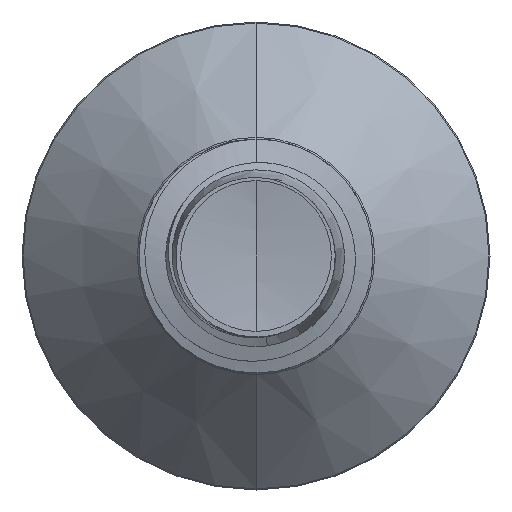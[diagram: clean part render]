
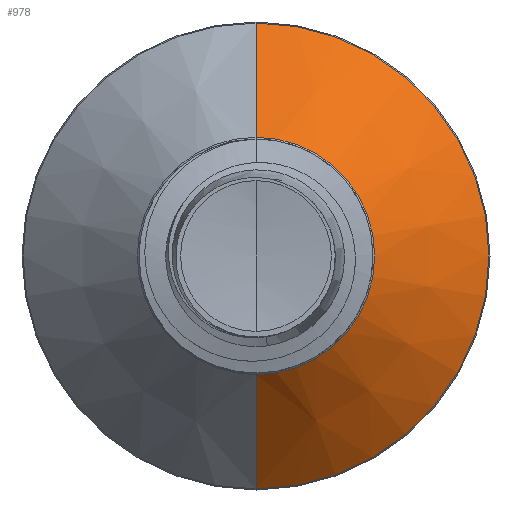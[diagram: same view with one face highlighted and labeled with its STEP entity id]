
A CAD part, front view. The second image highlights one B-rep face of the part: STEP entity #978.
In plain terms, the highlighted conical face has half-angle 45 degrees and reference radius 1.522 mm.
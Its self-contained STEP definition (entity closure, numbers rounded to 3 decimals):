
#214 = EDGE_CURVE ( 'NONE', #233, #423, #10282, .T. ) ;
#233 = VERTEX_POINT ( 'NONE', #6904 ) ;
#423 = VERTEX_POINT ( 'NONE', #14824 ) ;
#478 = ORIENTED_EDGE ( 'NONE', *, *, #6459, .F. ) ;
#918 = AXIS2_PLACEMENT_3D ( 'NONE', #9756, #6494, #13015 ) ;
#978 = ADVANCED_FACE ( 'NONE', ( #2293 ), #1514, .T. ) ;
#1174 = VERTEX_POINT ( 'NONE', #5817 ) ;
#1347 = EDGE_CURVE ( 'NONE', #423, #1174, #9951, .T. ) ;
#1514 = CONICAL_SURFACE ( 'NONE', #918, 1.522, 0.785 ) ;
#1551 = EDGE_CURVE ( 'NONE', #5359, #1174, #3274, .T. ) ;
#2079 = DIRECTION ( 'NONE',  ( 0., 0.707, -0.707 ) ) ;
#2293 = FACE_OUTER_BOUND ( 'NONE', #4616, .T. ) ;
#3274 = CIRCLE ( 'NONE', #14045, 2.987 ) ;
#3895 = ORIENTED_EDGE ( 'NONE', *, *, #1551, .F. ) ;
#4100 = DIRECTION ( 'NONE',  ( 0., 1., 0. ) ) ;
#4616 = EDGE_LOOP ( 'NONE', ( #7789, #6925, #3895, #478 ) ) ;
#5359 = VERTEX_POINT ( 'NONE', #6941 ) ;
#5411 = DIRECTION ( 'NONE',  ( 0., 0., 1. ) ) ;
#5669 = CARTESIAN_POINT ( 'NONE',  ( 0., 2.972, -1.522 ) ) ;
#5799 = LINE ( 'NONE', #5865, #11263 ) ;
#5817 = CARTESIAN_POINT ( 'NONE',  ( 0., 4.437, -2.987 ) ) ;
#5865 = CARTESIAN_POINT ( 'NONE',  ( 0., 2.972, 1.522 ) ) ;
#5904 = AXIS2_PLACEMENT_3D ( 'NONE', #8267, #8253, #5411 ) ;
#6459 = EDGE_CURVE ( 'NONE', #233, #5359, #5799, .T. ) ;
#6494 = DIRECTION ( 'NONE',  ( 0., 1., 0. ) ) ;
#6904 = CARTESIAN_POINT ( 'NONE',  ( 0., 2.972, 1.522 ) ) ;
#6925 = ORIENTED_EDGE ( 'NONE', *, *, #1347, .T. ) ;
#6941 = CARTESIAN_POINT ( 'NONE',  ( 0., 4.437, 2.987 ) ) ;
#7056 = VECTOR ( 'NONE', #2079, 1000. ) ;
#7789 = ORIENTED_EDGE ( 'NONE', *, *, #214, .T. ) ;
#8253 = DIRECTION ( 'NONE',  ( 0., 1., 0. ) ) ;
#8267 = CARTESIAN_POINT ( 'NONE',  ( 0., 2.972, 0. ) ) ;
#9756 = CARTESIAN_POINT ( 'NONE',  ( 0., 2.972, 0. ) ) ;
#9951 = LINE ( 'NONE', #5669, #7056 ) ;
#10245 = DIRECTION ( 'NONE',  ( 0., 0.707, 0.707 ) ) ;
#10282 = CIRCLE ( 'NONE', #5904, 1.522 ) ;
#10755 = CARTESIAN_POINT ( 'NONE',  ( 0., 4.437, 0. ) ) ;
#11263 = VECTOR ( 'NONE', #10245, 1000. ) ;
#11843 = DIRECTION ( 'NONE',  ( 0., 0., 1. ) ) ;
#13015 = DIRECTION ( 'NONE',  ( 0., 0., 1. ) ) ;
#14045 = AXIS2_PLACEMENT_3D ( 'NONE', #10755, #4100, #11843 ) ;
#14824 = CARTESIAN_POINT ( 'NONE',  ( 0., 2.972, -1.522 ) ) ;
